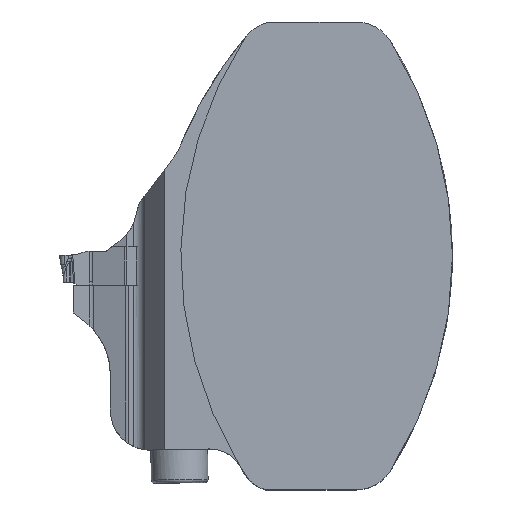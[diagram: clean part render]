
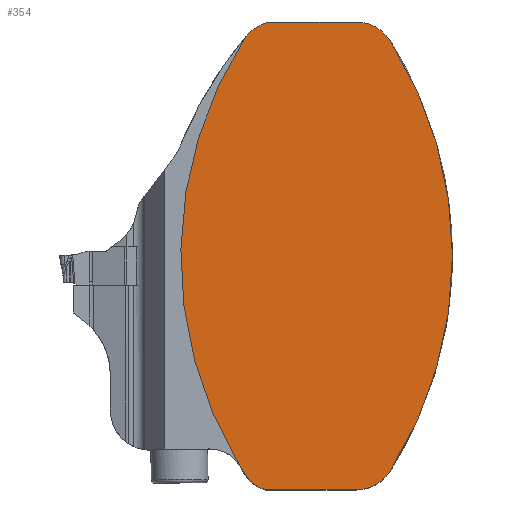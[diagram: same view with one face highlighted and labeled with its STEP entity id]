
A CAD part, top view. The second image highlights one B-rep face of the part: STEP entity #354.
In plain terms, the highlighted planar face has unit normal (0, 0, 1).
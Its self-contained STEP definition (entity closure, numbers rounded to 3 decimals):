
#264=PLANE('',#2535);
#354=ADVANCED_FACE('',(#515),#264,.T.);
#515=FACE_OUTER_BOUND('',#644,.T.);
#644=EDGE_LOOP('',(#1123,#1124,#1125,#1126,#1127,#1128,#1129,#1130,#1131,
#1132,#1133));
#705=CIRCLE('',#2406,60.25);
#707=CIRCLE('',#2410,60.25);
#709=CIRCLE('',#2413,60.25);
#710=CIRCLE('',#2419,60.5);
#713=CIRCLE('',#2424,6.5);
#714=CIRCLE('',#2427,5.5);
#715=CIRCLE('',#2430,5.2);
#717=CIRCLE('',#2434,6.);
#718=CIRCLE('',#2437,6.);
#1123=ORIENTED_EDGE('',*,*,#1660,.F.);
#1124=ORIENTED_EDGE('',*,*,#1689,.F.);
#1125=ORIENTED_EDGE('',*,*,#1663,.T.);
#1126=ORIENTED_EDGE('',*,*,#1698,.F.);
#1127=ORIENTED_EDGE('',*,*,#1671,.T.);
#1128=ORIENTED_EDGE('',*,*,#1700,.F.);
#1129=ORIENTED_EDGE('',*,*,#1678,.F.);
#1130=ORIENTED_EDGE('',*,*,#1687,.T.);
#1131=ORIENTED_EDGE('',*,*,#1681,.T.);
#1132=ORIENTED_EDGE('',*,*,#1668,.F.);
#1133=ORIENTED_EDGE('',*,*,#1693,.F.);
#1445=VERTEX_POINT('',#3251);
#1446=VERTEX_POINT('',#3253);
#1448=VERTEX_POINT('',#3259);
#1449=VERTEX_POINT('',#3260);
#1453=VERTEX_POINT('',#3269);
#1454=VERTEX_POINT('',#3271);
#1456=VERTEX_POINT('',#3277);
#1457=VERTEX_POINT('',#3278);
#1463=VERTEX_POINT('',#3291);
#1464=VERTEX_POINT('',#3293);
#1466=VERTEX_POINT('',#3299);
#1660=EDGE_CURVE('',#1445,#1446,#705,.T.);
#1663=EDGE_CURVE('',#1448,#1449,#1992,.T.);
#1668=EDGE_CURVE('',#1453,#1454,#707,.T.);
#1671=EDGE_CURVE('',#1456,#1457,#709,.T.);
#1678=EDGE_CURVE('',#1463,#1464,#2001,.T.);
#1681=EDGE_CURVE('',#1466,#1454,#710,.T.);
#1687=EDGE_CURVE('',#1463,#1466,#713,.T.);
#1689=EDGE_CURVE('',#1448,#1445,#714,.T.);
#1693=EDGE_CURVE('',#1446,#1453,#715,.T.);
#1698=EDGE_CURVE('',#1456,#1449,#717,.T.);
#1700=EDGE_CURVE('',#1464,#1457,#718,.T.);
#1992=LINE('',#3258,#2162);
#2001=LINE('',#3292,#2171);
#2162=VECTOR('',#2639,1.);
#2171=VECTOR('',#2666,1.);
#2406=AXIS2_PLACEMENT_3D('',#3252,#2632,#2633);
#2410=AXIS2_PLACEMENT_3D('',#3270,#2646,#2647);
#2413=AXIS2_PLACEMENT_3D('',#3276,#2653,#2654);
#2419=AXIS2_PLACEMENT_3D('',#3298,#2671,#2672);
#2424=AXIS2_PLACEMENT_3D('',#3310,#2683,#2684);
#2427=AXIS2_PLACEMENT_3D('',#3313,#2689,#2690);
#2430=AXIS2_PLACEMENT_3D('',#3341,#2696,#2697);
#2434=AXIS2_PLACEMENT_3D('',#3364,#2705,#2706);
#2437=AXIS2_PLACEMENT_3D('',#3367,#2711,#2712);
#2535=AXIS2_PLACEMENT_3D('',#3726,#2984,#2985);
#2632=DIRECTION('',(0.,0.,-1.));
#2633=DIRECTION('',(1.,0.,0.));
#2639=DIRECTION('',(1.,0.,0.));
#2646=DIRECTION('',(0.,0.,-1.));
#2647=DIRECTION('',(1.,0.,0.));
#2653=DIRECTION('',(0.,0.,1.));
#2654=DIRECTION('',(1.,0.,0.));
#2666=DIRECTION('',(1.,0.,0.));
#2671=DIRECTION('',(0.,0.,1.));
#2672=DIRECTION('',(1.,0.,0.));
#2683=DIRECTION('',(0.,0.,1.));
#2684=DIRECTION('',(1.,0.,0.));
#2689=DIRECTION('',(0.,0.,-1.));
#2690=DIRECTION('',(1.,0.,0.));
#2696=DIRECTION('',(0.,0.,1.));
#2697=DIRECTION('',(1.,0.,0.));
#2705=DIRECTION('',(0.,0.,-1.));
#2706=DIRECTION('',(1.,0.,0.));
#2711=DIRECTION('',(0.,0.,-1.));
#2712=DIRECTION('',(1.,0.,0.));
#2984=DIRECTION('',(0.,0.,1.));
#2985=DIRECTION('',(1.,0.,0.));
#3251=CARTESIAN_POINT('',(-10.082,-33.493,0.));
#3252=CARTESIAN_POINT('',(40.,0.,0.));
#3253=CARTESIAN_POINT('',(-11.254,-31.672,0.));
#3258=CARTESIAN_POINT('',(-25.7,-35.,0.));
#3259=CARTESIAN_POINT('',(-7.57,-35.,0.));
#3260=CARTESIAN_POINT('',(5.998,-35.,0.));
#3269=CARTESIAN_POINT('',(-11.611,-31.087,0.));
#3270=CARTESIAN_POINT('',(40.,0.,0.));
#3271=CARTESIAN_POINT('',(-10.52,32.83,0.));
#3276=CARTESIAN_POINT('',(-39.85,0.,0.));
#3277=CARTESIAN_POINT('',(11.069,-32.207,0.));
#3278=CARTESIAN_POINT('',(11.069,32.207,0.));
#3291=CARTESIAN_POINT('',(-7.1,35.,0.));
#3292=CARTESIAN_POINT('',(-25.7,35.,0.));
#3293=CARTESIAN_POINT('',(5.998,35.,0.));
#3298=CARTESIAN_POINT('',(35.807,-6.082,0.));
#3299=CARTESIAN_POINT('',(-10.472,32.887,0.));
#3310=CARTESIAN_POINT('',(-5.5,28.7,0.));
#3313=CARTESIAN_POINT('',(-6.1,-29.7,0.));
#3341=CARTESIAN_POINT('',(-15.862,-34.082,0.));
#3364=CARTESIAN_POINT('',(5.998,-29.,0.));
#3367=CARTESIAN_POINT('',(5.998,29.,0.));
#3726=CARTESIAN_POINT('',(0.,0.,0.));
